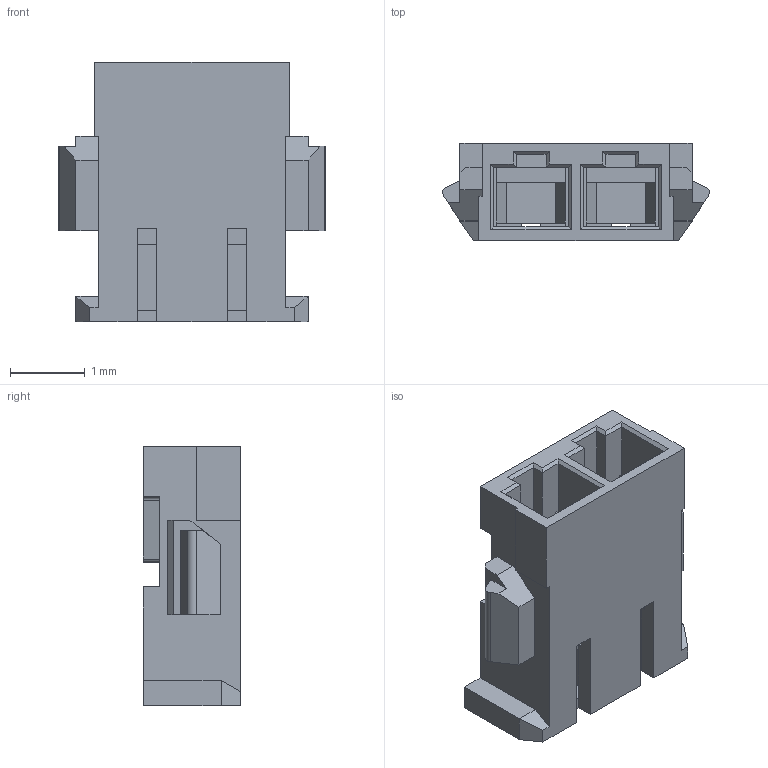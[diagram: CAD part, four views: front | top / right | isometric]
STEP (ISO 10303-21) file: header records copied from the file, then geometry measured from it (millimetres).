
FILE_DESCRIPTION((''),'2;1');
FILE_NAME('781720002','2013-12-10T',('me'),(''),'PRO/ENGINEER BY PARAMETRIC TECHNOLOGY CORPORATION, 2011490','PRO/ENGINEER BY PARAMETRIC TECHNOLOGY CORPORATION, 2011490','');
FILE_SCHEMA(('CONFIG_CONTROL_DESIGN'));
Length unit declared in the file: millimetre
Products named in the file (1): 781720002
Bounding box: 3.56 x 1.3 x 3.47 mm (x, y, z)
Volume: 7.1 mm3; surface area: 60.8 mm2
Topology: 1 solids, 1 shells, 140 faces, 397 edges, 261 vertices
Faces by surface type: plane 130, cylinder 10
Entity records: 4484 total; most frequent: CARTESIAN_POINT 792, ORIENTED_EDGE 784, DIRECTION 699, EDGE_CURVE 392, VECTOR 377, LINE 377, VERTEX_POINT 254, AXIS2_PLACEMENT_3D 161
